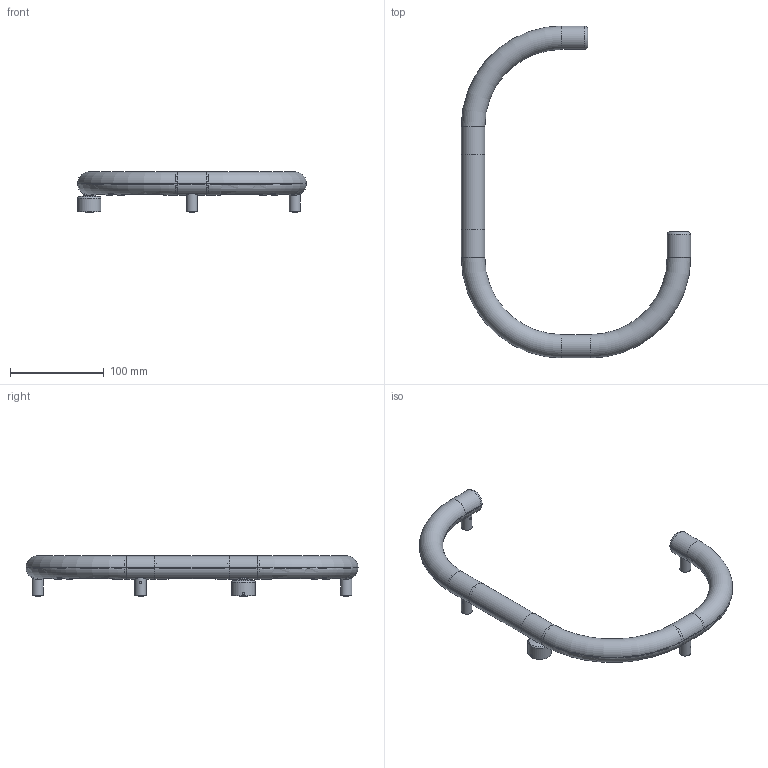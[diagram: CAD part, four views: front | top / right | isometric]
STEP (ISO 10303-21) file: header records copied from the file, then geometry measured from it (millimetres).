
FILE_DESCRIPTION(/* description */ (''),/* implementation_level */ '2;1');
FILE_NAME(/* name */ '1215C00_--A.O.L. L.M. LETTERA C.stp',/* time_stamp */ '2023-07-25T17:24:51+02:00',/* author */ (''),/* organization */ (''),/* preprocessor_version */ 'ST-DEVELOPER v19.3',/* originating_system */ 'SIEMENS PLM Software NX2212.5000',/* authorisation */ '');
FILE_SCHEMA (('AUTOMOTIVE_DESIGN { 1 0 10303 214 3 1 1 1 }'));
Length unit declared in the file: millimetre
Products named in the file (1): -_objects
Bounding box: 244.85 x 354.75 x 43 mm (x, y, z)
Volume: 153321.2 mm3; surface area: 132899.9 mm2
Topology: 28 solids, 28 shells, 1623 faces, 4255 edges, 2764 vertices
Faces by surface type: plane 616, cone 340, cylinder 314, bspline 186, torus 167
Full cylindrical faces by diameter (mm): 1.5 x16, 2 x3, 2.05 x6, 2.125 x8, 2.7 x8, 3.2 x4, 4 x1, 4.1 x4, 5.3 x4, 6.8 x4, 7.6 x4, 8.4 x1, 9 x4, 10 x1, 12 x6, 17.6 x1, 19.4 x1, 21.6 x2, 22 x1, 25 x1
Entity records: 57266 total; most frequent: CARTESIAN_POINT 17780, DIRECTION 8396, ORIENTED_EDGE 8040, EDGE_CURVE 4020, AXIS2_PLACEMENT_3D 3293, VERTEX_POINT 2687, EDGE_LOOP 1928, LINE 1810
